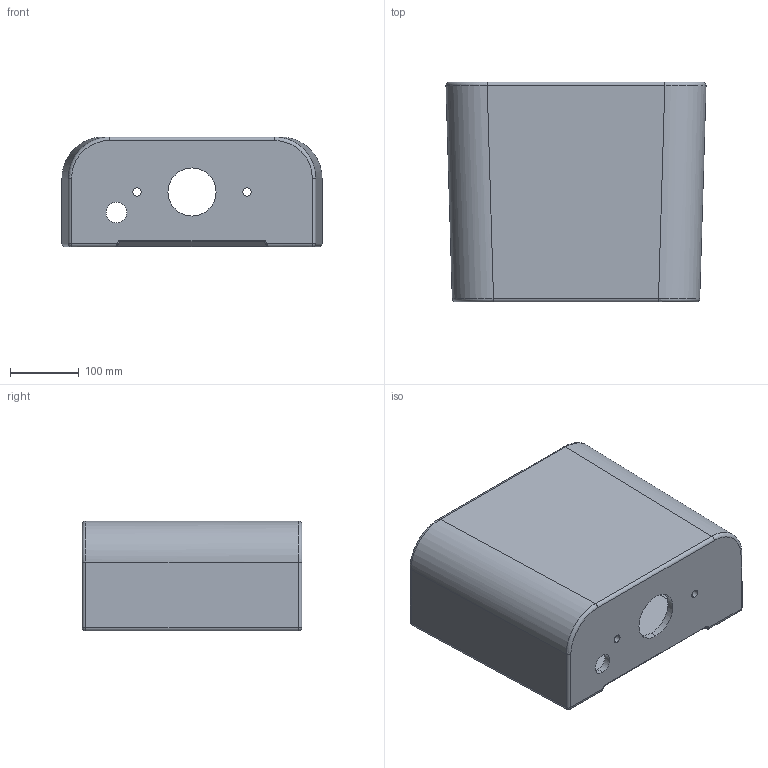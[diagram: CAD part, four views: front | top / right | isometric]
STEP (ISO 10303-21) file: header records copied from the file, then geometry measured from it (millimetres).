
FILE_DESCRIPTION (( 'STEP AP214' ), '1' );
FILE_NAME ('AIR71_STEP_V10722.STEP', '2022-07-25T10:15:47', ( '' ), ( '' ), 'SwSTEP 2.0', 'SolidWorks 2019', '' );
FILE_SCHEMA (( 'AUTOMOTIVE_DESIGN' ));
Length unit declared in the file: millimetre
Products named in the file (1): AIR71_STEP_V10722
Bounding box: 378.7 x 320 x 160 mm (x, y, z)
Volume: 3523504.1 mm3; surface area: 715936.6 mm2
Topology: 1 solids, 1 shells, 67 faces, 166 edges, 100 vertices
Faces by surface type: cylinder 36, plane 19, bspline 6, sphere 4, torus 2
Entity records: 2242 total; most frequent: CARTESIAN_POINT 686, ORIENTED_EDGE 328, DIRECTION 312, EDGE_CURVE 164, AXIS2_PLACEMENT_3D 114, VERTEX_POINT 100, VECTOR 84, LINE 84
